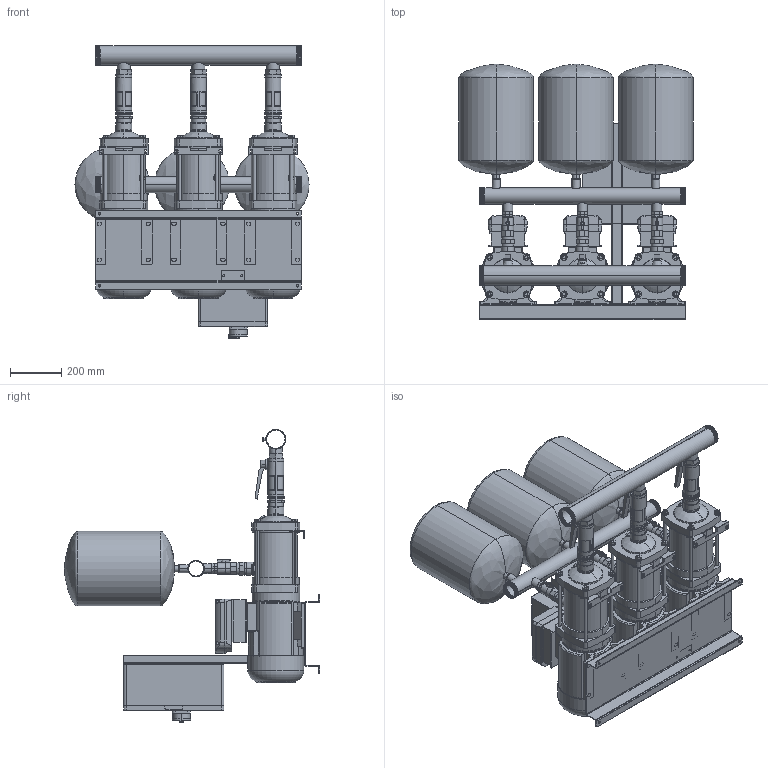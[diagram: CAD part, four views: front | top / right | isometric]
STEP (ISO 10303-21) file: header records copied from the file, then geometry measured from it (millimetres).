
FILE_DESCRIPTION (( 'STEP AP214' ), '1' );
FILE_NAME ('3EH_20-5_TE_ZB00064938.STEP', '2022-07-17T15:56:59', ( '' ), ( '' ), 'SwSTEP 2.0', 'SolidWorks 2020', '' );
FILE_SCHEMA (( 'AUTOMOTIVE_DESIGN' ));
Length unit declared in the file: millimetre
Products named in the file (1): 3EH_20-5_TE_ZB00064938
Bounding box: 910 x 992 x 1139 mm (x, y, z)
Volume: 149080803.4 mm3; surface area: 8566231.2 mm2
Topology: 93 solids, 94 shells, 2539 faces, 6186 edges, 3992 vertices
Faces by surface type: plane 1229, cylinder 1017, cone 141, torus 84, bspline 54, sphere 14
Entity records: 124588 total; most frequent: CARTESIAN_POINT 35948, ORIENTED_EDGE 12352, DIRECTION 12351, EDGE_CURVE 6176, AXIS2_PLACEMENT_3D 4519, VERTEX_POINT 3992, VECTOR 3313, LINE 3313
